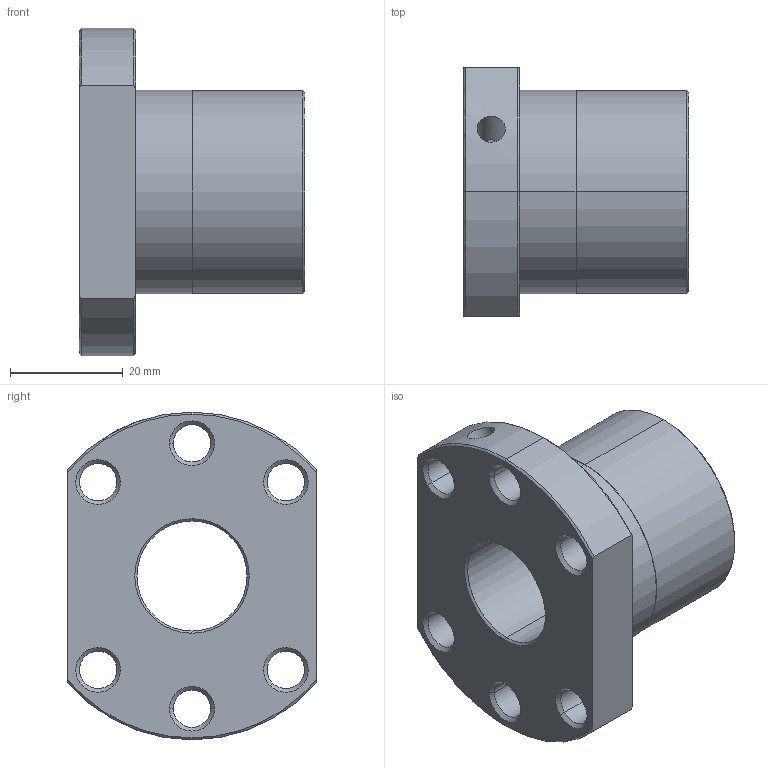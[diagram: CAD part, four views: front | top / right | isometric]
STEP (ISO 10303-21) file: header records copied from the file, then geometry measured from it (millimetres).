
FILE_DESCRIPTION(/* description */ ('Alibre Inc.'),/* implementation_level */ '2;1');
FILE_NAME(/* name */ 'export-7FB47112-3B45-4B32-A647-23DAE7B8EFF7',/* time_stamp */ '2021-04-26T09:25:11+02:00',/* author */ (''),/* organization */ (''),/* preprocessor_version */ 'ST-DEVELOPER v17',/* originating_system */ 'Alibre',/* authorisation */ '');
FILE_SCHEMA (('AUTOMOTIVE_DESIGN'));
Length unit declared in the file: millimetre
Products named in the file (2): R20-05K4-FSCDIN-200-200-0,052_FILE_1; cc_unnamed
Bounding box: 40 x 44 x 58 mm (x, y, z)
Volume: 38798.4 mm3; surface area: 12373.4 mm2
Topology: 1 solids, 1 shells, 70 faces, 163 edges, 96 vertices
Faces by surface type: cone 40, cylinder 24, plane 6
Entity records: 2137 total; most frequent: CARTESIAN_POINT 458, DIRECTION 372, ORIENTED_EDGE 322, EDGE_CURVE 161, AXIS2_PLACEMENT_3D 156, VERTEX_POINT 96, EDGE_LOOP 87, FACE_BOUND 87
